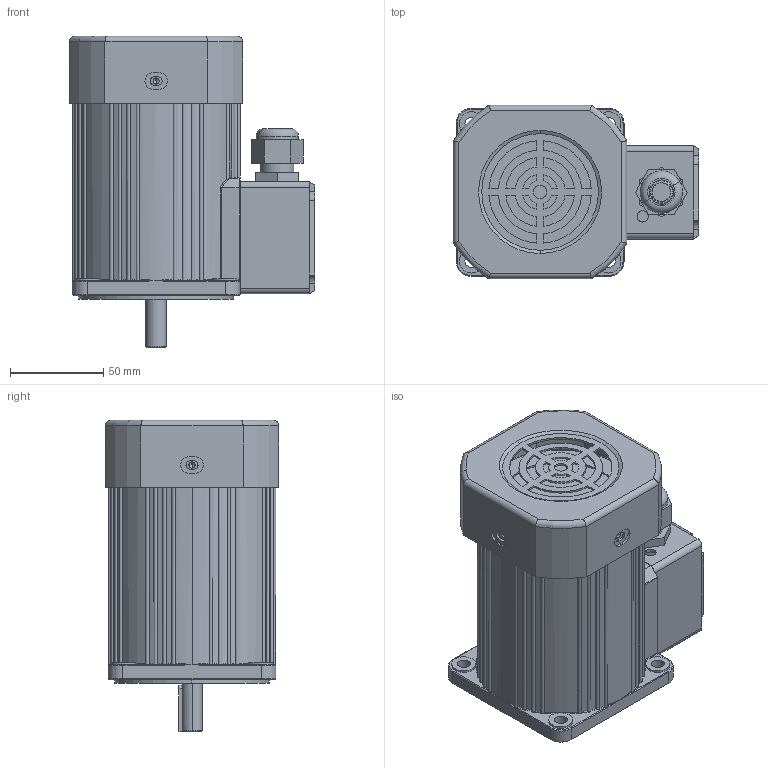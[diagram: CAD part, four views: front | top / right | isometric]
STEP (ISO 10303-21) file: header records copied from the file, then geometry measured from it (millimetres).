
FILE_DESCRIPTION (( 'STEP AP203' ), '1' );
FILE_NAME ('5IK90-140GA-T.STEP', '2020-01-09T09:53:19', ( 'Sky123.Org' ), ( 'Sky123.Org' ), 'SwSTEP 2.0', 'SolidWorks 2014', '' );
FILE_SCHEMA (( 'CONFIG_CONTROL_DESIGN' ));
Length unit declared in the file: millimetre
Products named in the file (7): 5IK90-140GA; 90傻瑞欶褲; 峚倰萇儂諉盄碟02; NPT1-2萇擢芛; NPT1-2つ踡芛; NPT1-2萇擢芛蚾饜极; 5IK90-140GA-T
Assembly tree (6 placements, depth 3):
  5IK90-140GA-T
    5IK90-140GA
    90傻瑞欶褲
    峚倰萇儂諉盄碟02
    NPT1-2萇擢芛蚾饜极
      NPT1-2萇擢芛
      NPT1-2つ踡芛
Bounding box: 131.5 x 93 x 167 mm (x, y, z)
Volume: 843772.6 mm3; surface area: 125795.7 mm2
Topology: 5 solids, 5 shells, 721 faces, 1943 edges, 1229 vertices
Faces by surface type: plane 296, cylinder 258, torus 100, cone 33, bspline 30, sphere 4
Entity records: 25270 total; most frequent: CARTESIAN_POINT 6498, ORIENTED_EDGE 3814, DIRECTION 3797, EDGE_CURVE 1907, AXIS2_PLACEMENT_3D 1434, VERTEX_POINT 1229, VECTOR 929, LINE 929
